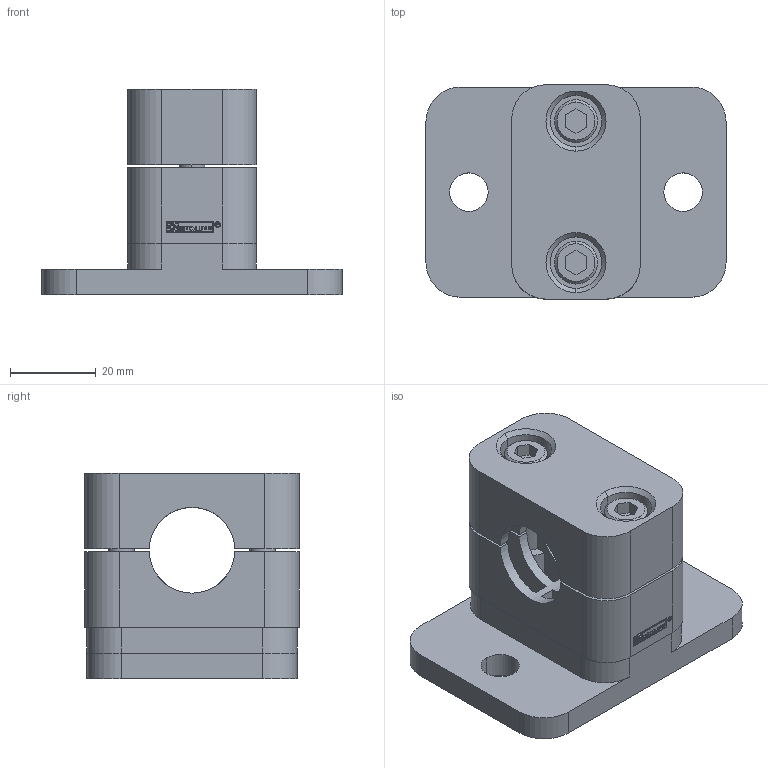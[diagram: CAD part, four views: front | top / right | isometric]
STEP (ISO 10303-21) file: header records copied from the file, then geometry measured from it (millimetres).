
FILE_DESCRIPTION(('Creo Elements/Direct Modeling STEP Export'),'2;1');
FILE_NAME('96.1020_Achsenaufnahmeeinheit_Ø20.stp','2022-12-12T14:09:24',(''),(''),'PTC Creo Elements/Direct Modeling STEP processor for AP214 (Solid Model)','PTC Creo Elements/Direct Modeling 19.0C 15-Aug-2015 (C) Parametric Technology GmbH','');
FILE_SCHEMA(('AUTOMOTIVE_DESIGN { 1 0 10303 214 1 1 1 1 }'));
Length unit declared in the file: millimetre
Products named in the file (5): Zwischenlasche_GR3_96.1007_PX183666; H_PX183664_1_Teil-1; Rohrschelle_GR3-Ø20-Alu_96.1013_PX183665; Zylinderschraube-DIN912_M6x35-8.8-verz_202991_PX183401.02; Achsenaufnahmeeinheit_Ø20_96.1020_PX183667
Assembly tree (6 placements, depth 3):
  Achsenaufnahmeeinheit_Ø20_96.1020_PX183667
    Zylinderschraube-DIN912_M6x35-8.8-verz_202991_PX183401.02  x2
    Rohrschelle_GR3-Ø20-Alu_96.1013_PX183665
      H_PX183664_1_Teil-1  x2
    Zwischenlasche_GR3_96.1007_PX183666
Bounding box: 70 x 50 x 48 mm (x, y, z)
Volume: 54570.6 mm3; surface area: 32653.9 mm2
Topology: 5 solids, 5 shells, 614 faces, 1646 edges, 1088 vertices
Faces by surface type: plane 404, cylinder 186, cone 24
Entity records: 9949 total; most frequent: ORIENTED_EDGE 1734, CARTESIAN_POINT 1692, DIRECTION 1629, EDGE_CURVE 867, VECTOR 611, LINE 611, VERTEX_POINT 572, AXIS2_PLACEMENT_3D 509
